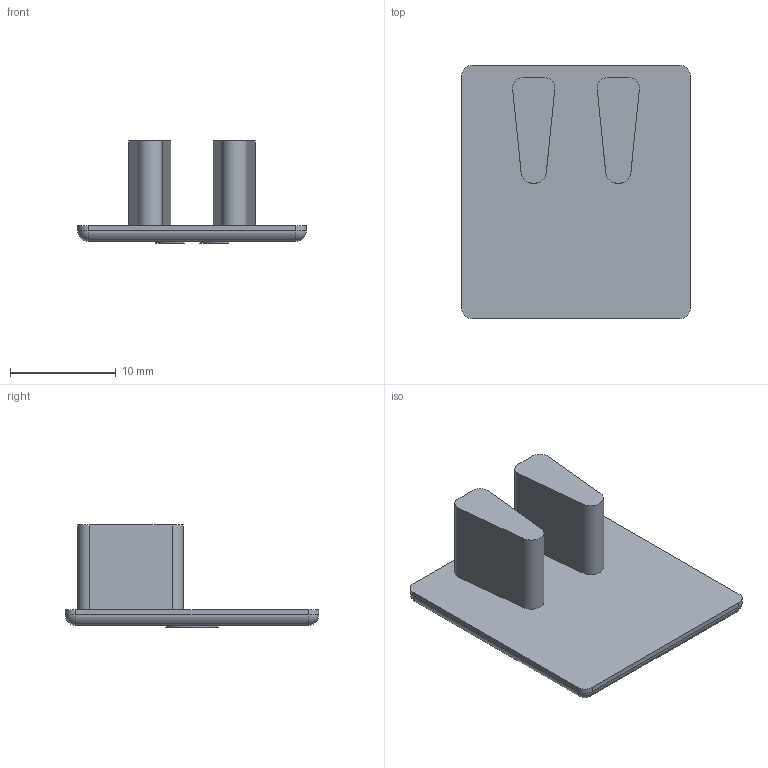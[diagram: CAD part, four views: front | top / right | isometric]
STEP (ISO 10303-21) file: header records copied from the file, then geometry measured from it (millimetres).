
FILE_DESCRIPTION(/* description */ ('1100 Series MCB Accessories,End Caps Pair, To be used with Bus bars for UL1077 2, 3 Pole SPs'),/* implementation_level */ '2;1');
FILE_NAME(/* name */ '1100-B2SEC23.stp',/* time_stamp */ '2021-02-09T16:14:47+06:00',/* author */ ('Suhas'),/* organization */ (''),/* preprocessor_version */ 'ST-DEVELOPER v18.1',/* originating_system */ 'Autodesk Inventor 2021',/* authorisation */ '');
FILE_SCHEMA (('AUTOMOTIVE_DESIGN { 1 0 10303 214 3 1 1 }'));
Length unit declared in the file: millimetre
Products named in the file (1): 11C90028X01
Bounding box: 21.6 x 24 x 9.65 mm (x, y, z)
Volume: 1253.3 mm3; surface area: 1529.1 mm2
Topology: 1 solids, 1 shells, 46 faces, 112 edges, 68 vertices
Faces by surface type: plane 23, cylinder 19, sphere 4
Entity records: 1419 total; most frequent: DIRECTION 240, CARTESIAN_POINT 223, ORIENTED_EDGE 216, EDGE_CURVE 108, AXIS2_PLACEMENT_3D 85, LINE 70, VECTOR 70, VERTEX_POINT 68
